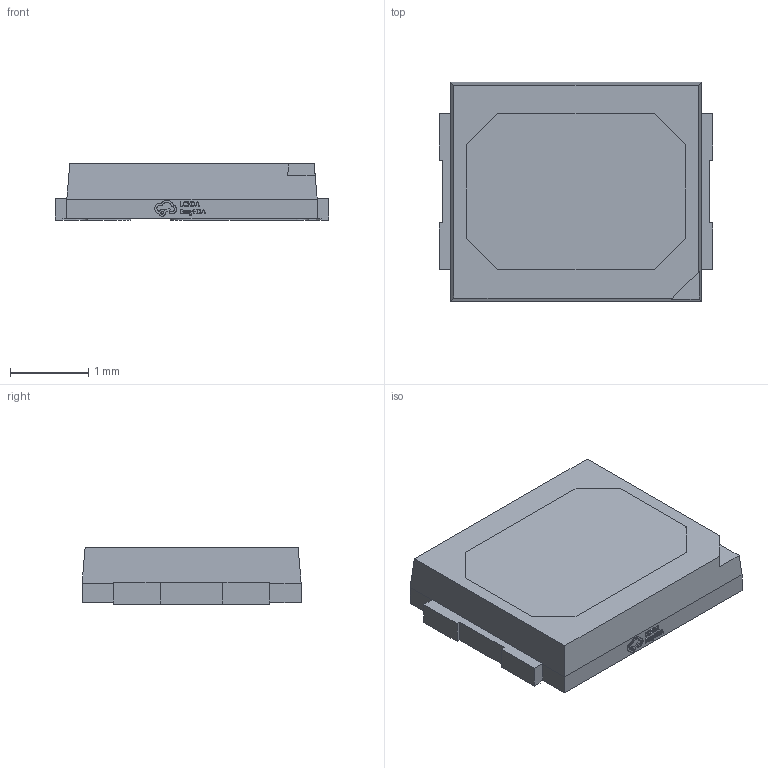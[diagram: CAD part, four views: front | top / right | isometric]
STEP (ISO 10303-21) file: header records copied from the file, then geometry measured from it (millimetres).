
FILE_DESCRIPTION (( 'STEP AP214' ), '1' );
FILE_NAME ('LED-SMD_L3.2-W2.8_S2-2835WOA-1W.step', '2022-07-08T12:48:26', ( '' ), ( '' ), 'SwSTEP 2.0', 'SolidWorks 2020', '' );
FILE_SCHEMA (( 'AUTOMOTIVE_DESIGN' ));
Length unit declared in the file: millimetre
Products named in the file (1): LED-SMD_L3.2-W2.8_S2-2835WOA-1W
Bounding box: 3.5 x 2.81 x 0.72 mm (x, y, z)
Volume: 6.4 mm3; surface area: 40 mm2
Topology: 2 solids, 2 shells, 360 faces, 983 edges, 654 vertices
Faces by surface type: plane 240, bspline 112, cylinder 8
Entity records: 16466 total; most frequent: CARTESIAN_POINT 4102, ORIENTED_EDGE 1966, DIRECTION 1269, EDGE_CURVE 983, LINE 739, VECTOR 739, VERTEX_POINT 654, EDGE_LOOP 387
